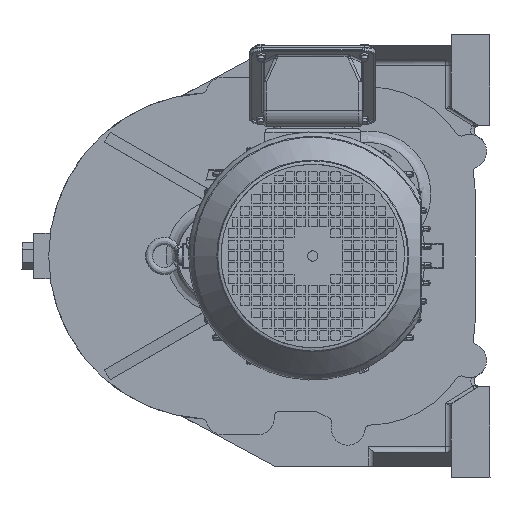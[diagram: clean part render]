
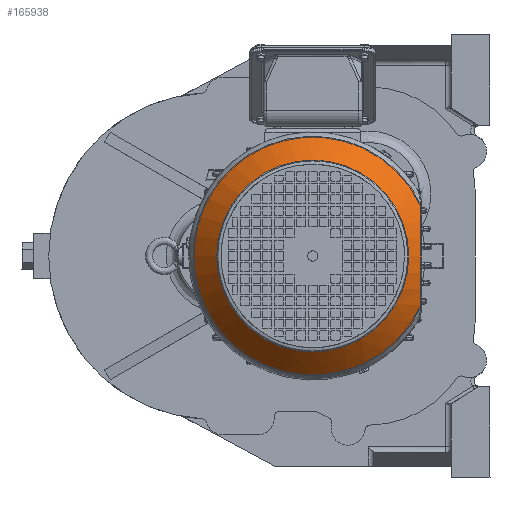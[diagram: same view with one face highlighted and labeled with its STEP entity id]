
A CAD part, left-side view. The second image highlights one B-rep face of the part: STEP entity #165938.
In plain terms, the highlighted conical face has half-angle 41.906 degrees and reference radius 105.414 mm.
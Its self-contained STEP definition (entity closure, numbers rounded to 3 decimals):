
#1097 = CARTESIAN_POINT ( 'NONE',  ( 27873.489, 3912.786, 3073.348 ) ) ;
#5700 = AXIS2_PLACEMENT_3D ( 'NONE', #1097, #135376, #68209 ) ;
#6263 = CARTESIAN_POINT ( 'NONE',  ( 27864.989, 3816.786, 3054.726 ) ) ;
#7139 = CARTESIAN_POINT ( 'NONE',  ( 27873.489, 3816.786, 3029.805 ) ) ;
#11320 = ORIENTED_EDGE ( 'NONE', *, *, #25827, .F. ) ;
#13627 = CARTESIAN_POINT ( 'NONE',  ( 27870.463, 3816.786, 3109.98 ) ) ;
#14161 = CONICAL_SURFACE ( 'NONE', #5700, 105.414, 0.731 ) ;
#14538 = CARTESIAN_POINT ( 'NONE',  ( 27867.9, 3816.786, 3102.924 ) ) ;
#19765 = DIRECTION ( 'NONE',  ( 0., -1., 0. ) ) ;
#24229 = CIRCLE ( 'NONE', #27017, 84.49 ) ;
#25827 = EDGE_CURVE ( 'NONE', #44903, #45566, #123199, .T. ) ;
#27017 = AXIS2_PLACEMENT_3D ( 'NONE', #115047, #74411, #19765 ) ;
#28492 = FACE_BOUND ( 'NONE', #162558, .T. ) ;
#33671 = CARTESIAN_POINT ( 'NONE',  ( 27865.617, 3816.786, 3051.962 ) ) ;
#37949 = EDGE_CURVE ( 'NONE', #84719, #84719, #24229, .T. ) ;
#40174 = CARTESIAN_POINT ( 'NONE',  ( 27873.489, 3816.786, 3116.891 ) ) ;
#41901 = CARTESIAN_POINT ( 'NONE',  ( 27862.999, 3816.786, 3069.626 ) ) ;
#44903 = VERTEX_POINT ( 'NONE', #153729 ) ;
#45566 = VERTEX_POINT ( 'NONE', #152018 ) ;
#46066 = CARTESIAN_POINT ( 'NONE',  ( 27863.852, 3816.786, 3085.53 ) ) ;
#46927 = CARTESIAN_POINT ( 'NONE',  ( 27867.891, 3816.786, 3043.798 ) ) ;
#47801 = CARTESIAN_POINT ( 'NONE',  ( 27870.459, 3816.786, 3036.724 ) ) ;
#51732 = CARTESIAN_POINT ( 'NONE',  ( 27864.456, 3816.786, 3089.269 ) ) ;
#55175 = CARTESIAN_POINT ( 'NONE',  ( 27864.991, 3816.786, 3092.048 ) ) ;
#58038 = EDGE_LOOP ( 'NONE', ( #11320, #91957 ) ) ;
#60130 = CARTESIAN_POINT ( 'NONE',  ( 27865.399, 3816.786, 3052.88 ) ) ;
#68209 = DIRECTION ( 'NONE',  ( 0., -1., 0. ) ) ;
#68395 = CARTESIAN_POINT ( 'NONE',  ( 27866.782, 3816.786, 3099.345 ) ) ;
#69232 = CARTESIAN_POINT ( 'NONE',  ( 27864.262, 3816.786, 3058.445 ) ) ;
#69784 = AXIS2_PLACEMENT_3D ( 'NONE', #110394, #109549, #138678 ) ;
#73310 = CARTESIAN_POINT ( 'NONE',  ( 27863.989, 3816.786, 3086.469 ) ) ;
#74411 = DIRECTION ( 'NONE',  ( 1., 0., 0. ) ) ;
#84719 = VERTEX_POINT ( 'NONE', #137821 ) ;
#87415 = CARTESIAN_POINT ( 'NONE',  ( 27864.291, 3816.786, 3088.339 ) ) ;
#88300 = CARTESIAN_POINT ( 'NONE',  ( 27863., 3816.786, 3077.1 ) ) ;
#91957 = ORIENTED_EDGE ( 'NONE', *, *, #139635, .F. ) ;
#92248 = CARTESIAN_POINT ( 'NONE',  ( 27865.402, 3816.786, 3093.884 ) ) ;
#93121 = CARTESIAN_POINT ( 'NONE',  ( 27871.908, 3816.786, 3113.457 ) ) ;
#95715 = CARTESIAN_POINT ( 'NONE',  ( 27871.907, 3816.786, 3033.242 ) ) ;
#109549 = DIRECTION ( 'NONE',  ( 1., 0., 0. ) ) ;
#109885 = CARTESIAN_POINT ( 'NONE',  ( 27863.242, 3816.786, 3065.894 ) ) ;
#110394 = CARTESIAN_POINT ( 'NONE',  ( 27873.489, 3912.786, 3073.348 ) ) ;
#113948 = CARTESIAN_POINT ( 'NONE',  ( 27864.796, 3816.786, 3055.655 ) ) ;
#114889 = CIRCLE ( 'NONE', #69784, 105.414 ) ;
#115047 = CARTESIAN_POINT ( 'NONE',  ( 27850.174, 3912.786, 3073.348 ) ) ;
#123199 = B_SPLINE_CURVE_WITH_KNOTS ( 'NONE', 3,
 ( #40174, #93121, #13627, #14538, #68395, #92248, #55175, #51732, #87415, #73310, #46066, #167908, #88300, #41901, #109885, #127280, #69232, #113948, #6263, #60130, #33671, #128173, #46927, #47801, #95715, #7139 ),
 .UNSPECIFIED., .F., .F.,
 ( 4, 2, 2, 2, 2, 2, 2, 2, 2, 2, 2, 2, 4 ),
 ( 0., 0.011, 0.022, 0.028, 0.031, 0.034, 0.045, 0.056, 0.062, 0.065, 0.067, 0.079, 0.09 ),
 .UNSPECIFIED. ) ;
#127280 = CARTESIAN_POINT ( 'NONE',  ( 27863.963, 3816.786, 3060.306 ) ) ;
#128173 = CARTESIAN_POINT ( 'NONE',  ( 27866.77, 3816.786, 3047.389 ) ) ;
#135376 = DIRECTION ( 'NONE',  ( 1., 0., 0. ) ) ;
#137821 = CARTESIAN_POINT ( 'NONE',  ( 27850.174, 3828.295, 3073.348 ) ) ;
#138678 = DIRECTION ( 'NONE',  ( 0., -1., 0. ) ) ;
#139635 = EDGE_CURVE ( 'NONE', #45566, #44903, #114889, .T. ) ;
#143698 = ORIENTED_EDGE ( 'NONE', *, *, #37949, .T. ) ;
#150308 = FACE_OUTER_BOUND ( 'NONE', #58038, .T. ) ;
#152018 = CARTESIAN_POINT ( 'NONE',  ( 27873.489, 3816.786, 3029.805 ) ) ;
#153729 = CARTESIAN_POINT ( 'NONE',  ( 27873.489, 3816.786, 3116.891 ) ) ;
#162558 = EDGE_LOOP ( 'NONE', ( #143698 ) ) ;
#165938 = ADVANCED_FACE ( 'NONE', ( #150308, #28492 ), #14161, .T. ) ;
#167908 = CARTESIAN_POINT ( 'NONE',  ( 27863.245, 3816.786, 3080.843 ) ) ;
